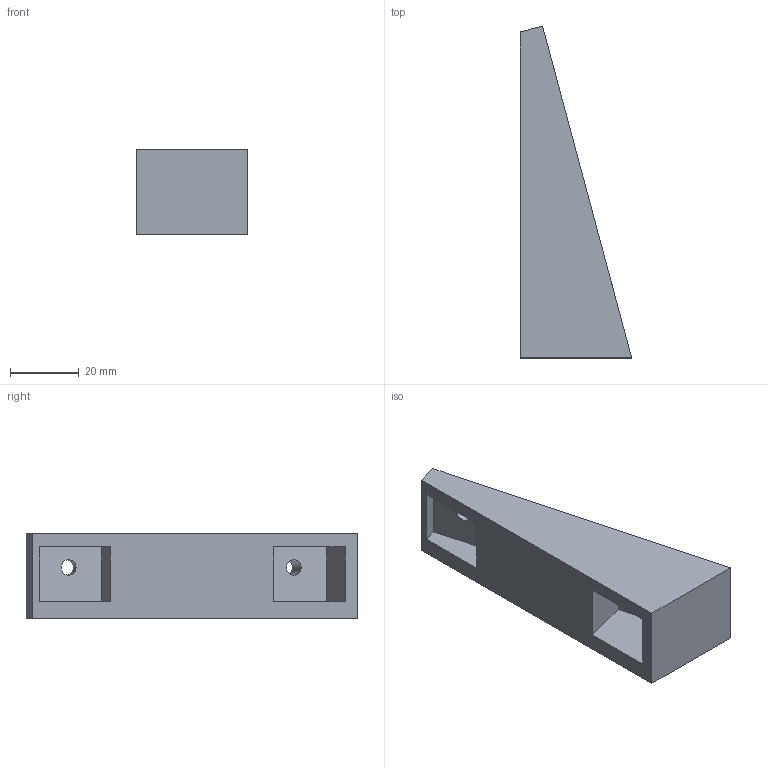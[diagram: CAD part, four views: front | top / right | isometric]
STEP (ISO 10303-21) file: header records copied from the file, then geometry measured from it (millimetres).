
FILE_DESCRIPTION(('FreeCAD Model'),'2;1');
FILE_NAME('Open CASCADE Shape Model','2026-01-03T15:48:16',(''),(''), 'Open CASCADE STEP processor 7.8','FreeCAD','Unknown');
FILE_SCHEMA(('AUTOMOTIVE_DESIGN { 1 0 10303 214 1 1 1 1 }'));
Length unit declared in the file: millimetre
Products named in the file (2): noga-lewa; noga_lewa
Assembly tree (1 placements, depth 2):
  noga-lewa
    noga_lewa
Bounding box: 32.35 x 96.59 x 25 mm (x, y, z)
Volume: 28054 mm3; surface area: 13632.7 mm2
Topology: 1 solids, 1 shells, 23 faces, 54 edges, 36 vertices
Faces by surface type: plane 21, cylinder 2
Full cylindrical faces by diameter (mm): 4.5 x2
Entity records: 700 total; most frequent: CARTESIAN_POINT 115, DIRECTION 108, ORIENTED_EDGE 108, EDGE_CURVE 54, LINE 50, VECTOR 50, VERTEX_POINT 36, FACE_BOUND 30
